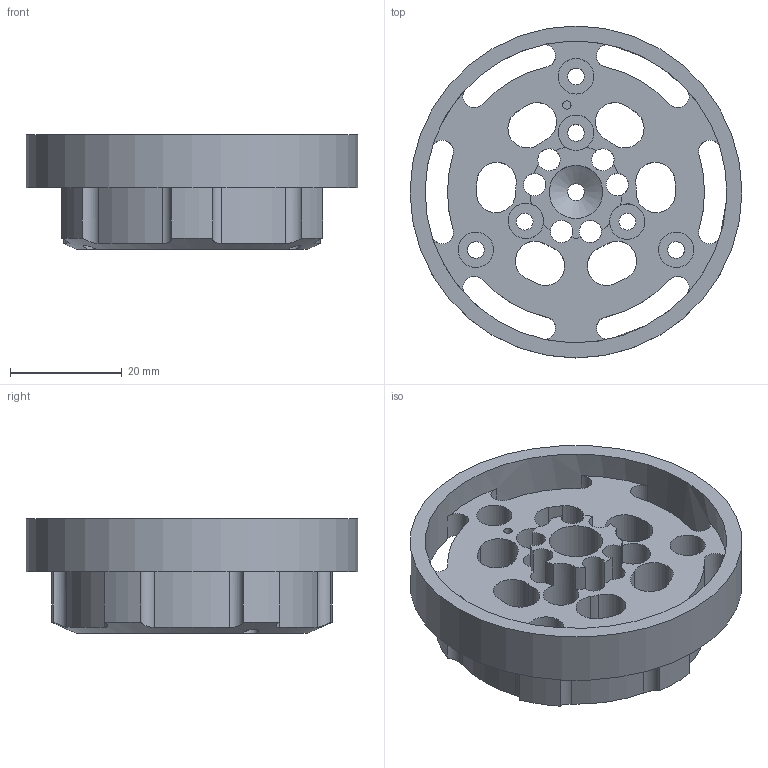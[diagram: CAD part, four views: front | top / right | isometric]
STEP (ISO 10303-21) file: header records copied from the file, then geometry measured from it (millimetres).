
FILE_DESCRIPTION(/* description */ (''),/* implementation_level */ '2;1');
FILE_NAME(/* name */ '2353.stp',/* time_stamp */ '2020-06-20T15:15:48+03:00',/* author */ (''),/* organization */ (''),/* preprocessor_version */ 'ST-DEVELOPER v16',/* originating_system */ 'SIEMENS PLM Software NX 11.0',/* authorisation */ '');
FILE_SCHEMA (('AP203_CONFIGURATION_CONTROLLED_3D_DESIGN_OF_MECHANICAL_PARTS_AND_ASSEMBLIES_MIM_LF { 1 0 10303 403 2 1 2}'));
Length unit declared in the file: millimetre
Products named in the file (1): 2353
Bounding box: 59.4 x 59.4 x 20.5 mm (x, y, z)
Volume: 24360.7 mm3; surface area: 15013.2 mm2
Topology: 1 solids, 1 shells, 94 faces, 319 edges, 213 vertices
Faces by surface type: cylinder 80, plane 12, cone 2
Full cylindrical faces by diameter (mm): 1.5 x1, 3 x7, 4 x6, 6.35 x6, 9.525 x1, 54 x1, 59.4 x1
Entity records: 3721 total; most frequent: CARTESIAN_POINT 836, DIRECTION 634, ORIENTED_EDGE 552, AXIS2_PLACEMENT_3D 278, EDGE_CURVE 276, VERTEX_POINT 195, CIRCLE 183, EDGE_LOOP 155
